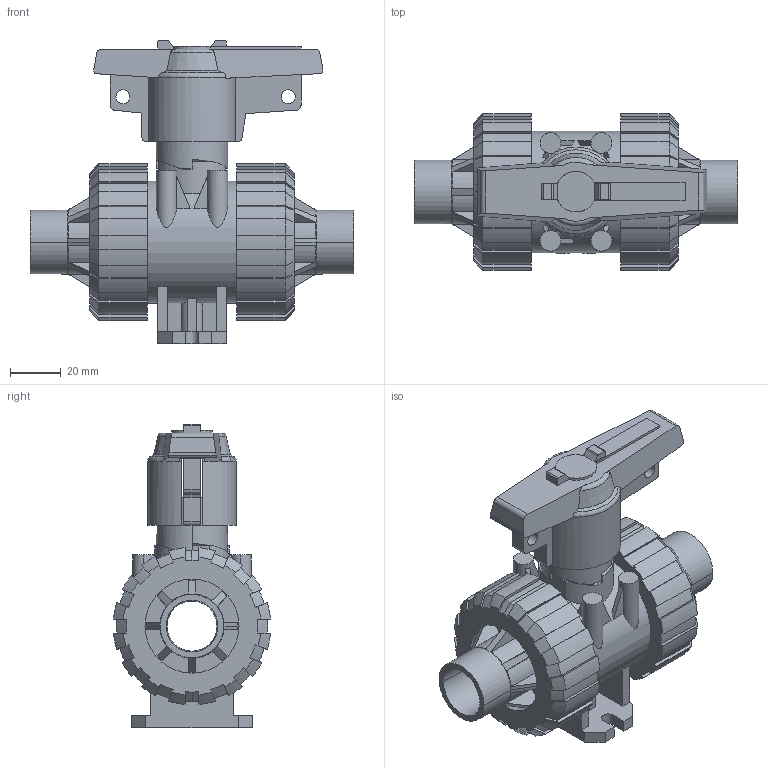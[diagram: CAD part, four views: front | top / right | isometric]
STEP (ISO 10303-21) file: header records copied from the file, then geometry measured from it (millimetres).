
FILE_DESCRIPTION(('STEP AP214'),'1');
FILE_NAME('cctmp_AFBADBDF-7411-4000-B3DD-0A68A3A90850_2021_10_22_07_24_47_0090..stp','2021-10-22T05:24:47',('Praher Valves GmbH'),('CADClick - www.CADClick.com'),'Spatial InterOp 3D',' ','unknown authorization');
FILE_SCHEMA(('AUTOMOTIVE_DESIGN'));
Length unit declared in the file: millimetre
Products named in the file (7): cc_unnamed; 210127_5; 210127_4; 210127_3; 210127_2; 210127_1; 210127
Assembly tree (6 placements, depth 2):
  cc_unnamed
    210127_5
    210127_4
    210127_3
    210127_2
    210127_1
    210127
Bounding box: 127.5 x 61.76 x 119.43 mm (x, y, z)
Volume: 240110 mm3; surface area: 79301.3 mm2
Topology: 6 solids, 6 shells, 518 faces, 1486 edges, 986 vertices
Faces by surface type: plane 252, cylinder 122, cone 80, bspline 56, torus 8
Entity records: 23699 total; most frequent: CARTESIAN_POINT 6394, ORIENTED_EDGE 2972, DIRECTION 2468, EDGE_CURVE 1486, VERTEX_POINT 986, AXIS2_PLACEMENT_3D 869, LINE 730, VECTOR 730
